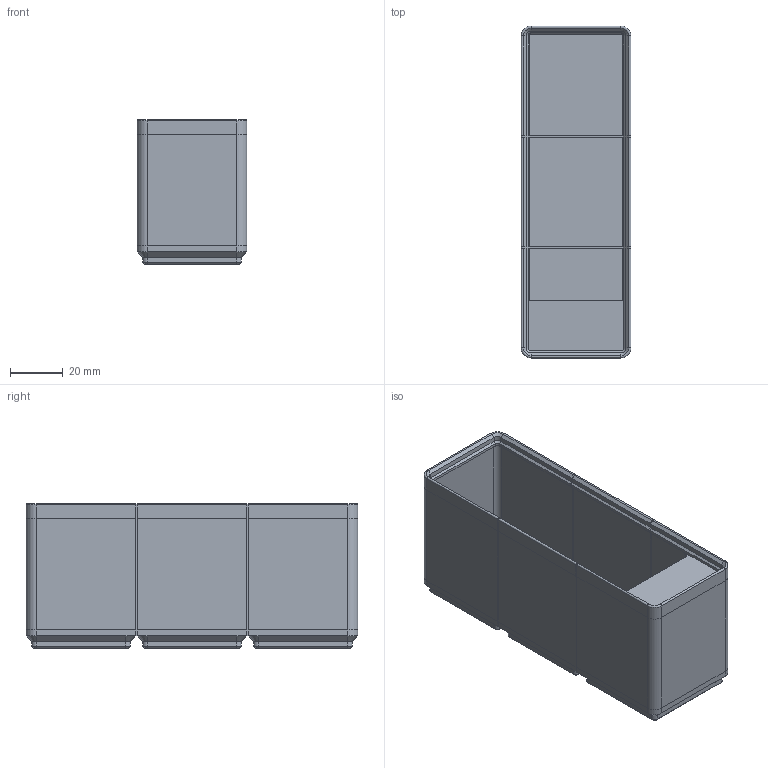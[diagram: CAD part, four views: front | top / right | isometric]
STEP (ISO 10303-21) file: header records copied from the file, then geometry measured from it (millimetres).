
FILE_DESCRIPTION(('STEP AP242'), '1');
FILE_NAME('assemblyBinTag1x3x42', '', ('UNSPECIFIED'), ('UNSPECIFIED'), 'C3D Converter', 'C3D Toolkit', '');
FILE_SCHEMA(('AP242_MANAGED_MODEL_BASED_3D_ENGINEERING_MIM_LF { 1 0 10303 442 1 1 4 }'));
Length unit declared in the file: millimetre
Assembly tree (20 placements, depth 3):
  (unnamed)
    (unnamed)
    (unnamed)
      (unnamed)  x2
    (unnamed)  x2
    (unnamed)  x4
      (unnamed)
      (unnamed)
    (unnamed)  x2
    (unnamed)  x2
    (unnamed)
    (unnamed)  x2
    (unnamed)
Bounding box: 41.5 x 125.5 x 54.79 mm (x, y, z)
Volume: 64343.4 mm3; surface area: 48592 mm2
Topology: 21 solids, 21 shells, 340 faces, 762 edges, 462 vertices
Faces by surface type: plane 243, cylinder 51, cone 40, torus 4, sphere 2
Entity records: 6167 total; most frequent: DIRECTION 952, CARTESIAN_POINT 919, ORIENTED_EDGE 872, EDGE_CURVE 436, LINE 346, VECTOR 346, AXIS2_PLACEMENT_3D 303, VERTEX_POINT 262
